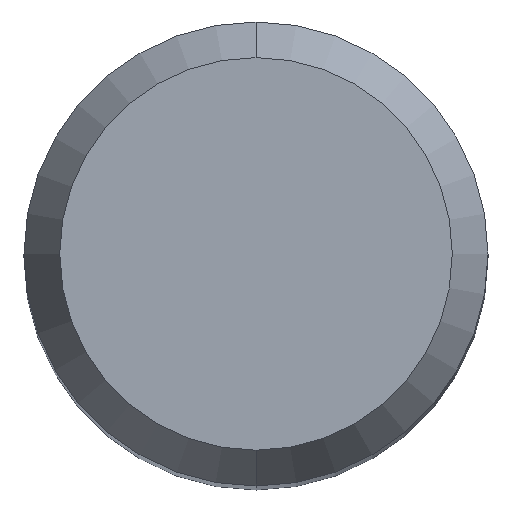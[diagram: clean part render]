
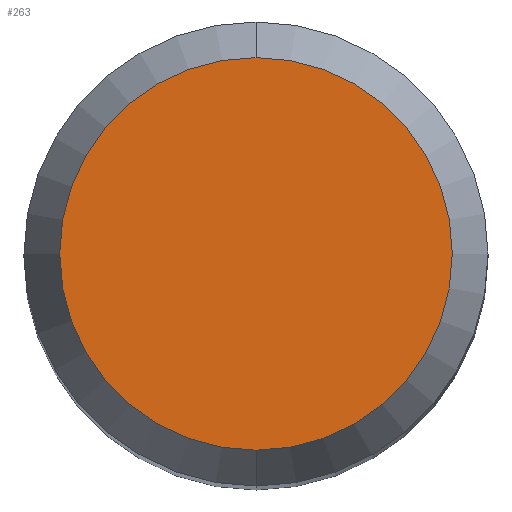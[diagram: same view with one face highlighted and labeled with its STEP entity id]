
A CAD part, top view. The second image highlights one B-rep face of the part: STEP entity #263.
In plain terms, the highlighted planar face has unit normal (0, 0, 1).
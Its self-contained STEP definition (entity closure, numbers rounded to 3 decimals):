
#201=EDGE_CURVE('',#357,#319,#481,.T.);
#263=ADVANCED_FACE('',(#551),#552,.T.);
#315=EDGE_CURVE('',#319,#357,#611,.T.);
#319=VERTEX_POINT('',#615);
#357=VERTEX_POINT('',#655);
#481=CIRCLE('',#856,2.538);
#551=FACE_OUTER_BOUND('',#969,.T.);
#552=PLANE('',#970);
#611=CIRCLE('',#1071,2.538);
#615=CARTESIAN_POINT('',(0.,-2.538,29.134));
#655=CARTESIAN_POINT('',(0.0,2.538,29.134));
#856=AXIS2_PLACEMENT_3D('',#1398,#1399,#1400);
#969=EDGE_LOOP('',(#1496,#1497));
#970=AXIS2_PLACEMENT_3D('',#1498,#1499,#1500);
#1071=AXIS2_PLACEMENT_3D('',#1574,#1575,#1576);
#1398=CARTESIAN_POINT('',(0.0,0.0,29.134));
#1399=DIRECTION('',(0.0,0.0,-1.0));
#1400=DIRECTION('',(0.0,1.0,0.0));
#1496=ORIENTED_EDGE('',*,*,#201,.F.);
#1497=ORIENTED_EDGE('',*,*,#315,.F.);
#1498=CARTESIAN_POINT('',(0.0,1.269,29.134));
#1499=DIRECTION('',(-0.0,0.0,1.0));
#1500=DIRECTION('',(0.0,-1.0,0.0));
#1574=CARTESIAN_POINT('',(0.0,0.0,29.134));
#1575=DIRECTION('',(0.0,0.0,-1.0));
#1576=DIRECTION('',(0.0,1.0,0.0));
